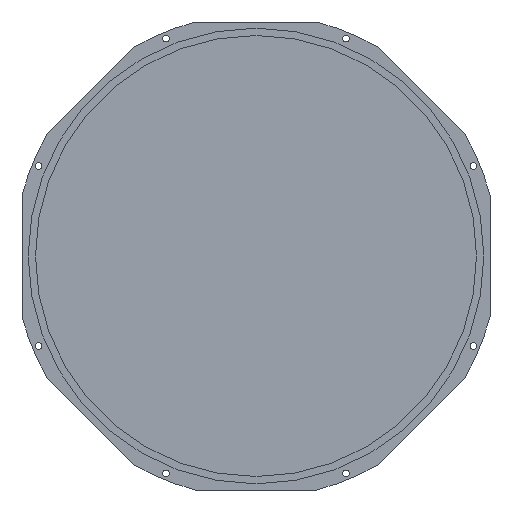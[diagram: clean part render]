
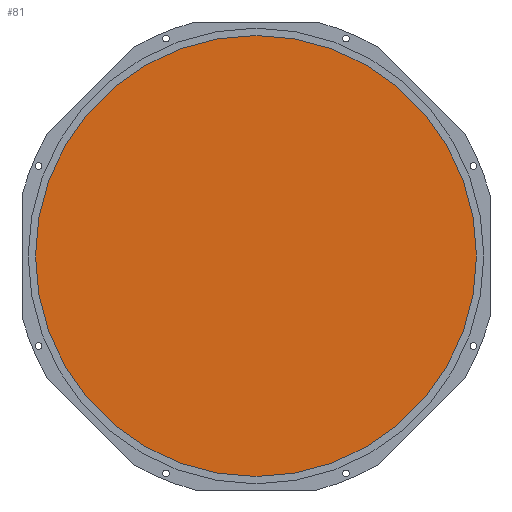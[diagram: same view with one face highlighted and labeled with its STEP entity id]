
A CAD part, front view. The second image highlights one B-rep face of the part: STEP entity #81.
In plain terms, the highlighted planar face has unit normal (0, -1, 0).
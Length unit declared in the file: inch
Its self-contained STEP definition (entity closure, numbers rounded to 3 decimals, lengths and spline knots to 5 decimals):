
#41 = AXIS2_PLACEMENT_3D ( 'NONE', #89, #1291, #1274 ) ;
#81 = ADVANCED_FACE ( 'NONE', ( #317 ), #1196, .F. ) ;
#89 = CARTESIAN_POINT ( 'NONE',  ( 0., 0., 0. ) ) ;
#100 = CARTESIAN_POINT ( 'NONE',  ( 0., 0., 0. ) ) ;
#218 = DIRECTION ( 'NONE',  ( 0., 1., 0. ) ) ;
#223 = ORIENTED_EDGE ( 'NONE', *, *, #653, .T. ) ;
#226 = CARTESIAN_POINT ( 'NONE',  ( 0., 0., 0. ) ) ;
#292 = VERTEX_POINT ( 'NONE', #1294 ) ;
#317 = FACE_OUTER_BOUND ( 'NONE', #1259, .T. ) ;
#377 = CARTESIAN_POINT ( 'NONE',  ( 0., 0., 4.5375 ) ) ;
#488 = AXIS2_PLACEMENT_3D ( 'NONE', #100, #840, #645 ) ;
#552 = DIRECTION ( 'NONE',  ( 0., 0., 1. ) ) ;
#645 = DIRECTION ( 'NONE',  ( 0., 0., -1. ) ) ;
#653 = EDGE_CURVE ( 'NONE', #902, #292, #1329, .T. ) ;
#722 = AXIS2_PLACEMENT_3D ( 'NONE', #226, #218, #552 ) ;
#840 = DIRECTION ( 'NONE',  ( 0., -1., 0. ) ) ;
#902 = VERTEX_POINT ( 'NONE', #377 ) ;
#1037 = EDGE_CURVE ( 'NONE', #292, #902, #1306, .T. ) ;
#1196 = PLANE ( 'NONE',  #722 ) ;
#1259 = EDGE_LOOP ( 'NONE', ( #1380, #223 ) ) ;
#1274 = DIRECTION ( 'NONE',  ( 0., 0., -1. ) ) ;
#1291 = DIRECTION ( 'NONE',  ( 0., -1., 0. ) ) ;
#1294 = CARTESIAN_POINT ( 'NONE',  ( 0., 0., -4.5375 ) ) ;
#1306 = CIRCLE ( 'NONE', #488, 4.5375 ) ;
#1329 = CIRCLE ( 'NONE', #41, 4.5375 ) ;
#1380 = ORIENTED_EDGE ( 'NONE', *, *, #1037, .T. ) ;
